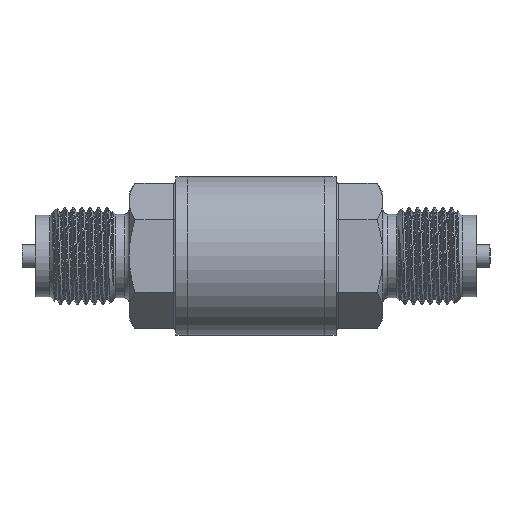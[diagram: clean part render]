
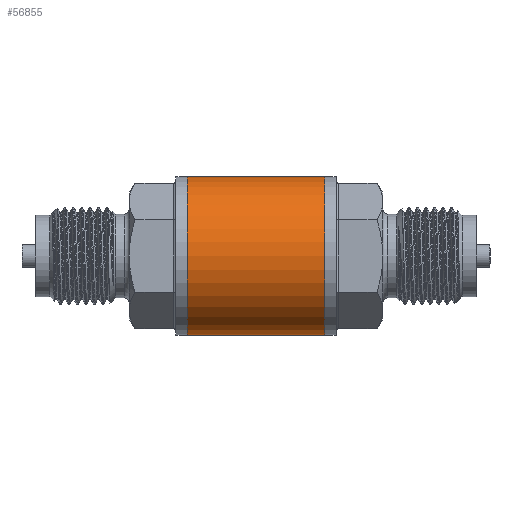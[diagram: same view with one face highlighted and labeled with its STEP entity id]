
A CAD part, front view. The second image highlights one B-rep face of the part: STEP entity #56855.
In plain terms, the highlighted cylindrical face has radius 17 mm (diameter 34 mm), a full revolution.
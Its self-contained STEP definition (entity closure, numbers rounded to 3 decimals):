
#227=FACE_BOUND('',#12038,.T.);
#8417=FACE_OUTER_BOUND('',#12037,.T.);
#12037=EDGE_LOOP('',(#39791,#39792,#39793,#39794));
#12038=EDGE_LOOP('',(#39795,#39796));
#15717=CIRCLE('',#60382,17.);
#15718=CIRCLE('',#60383,17.);
#16981=B_SPLINE_CURVE_WITH_KNOTS('',3,(#104201,#104202,#104203,#104204,
#104205,#104206,#104207,#104208,#104209,#104210,#104211,#104212,#104213,
#104214,#104215,#104216,#104217,#104218,#104219,#104220),.UNSPECIFIED.,
 .F.,.F.,(4,2,2,2,2,2,2,2,2,4),(-5.022,-4.957,-4.66,
-4.362,-4.065,-3.767,-3.47,
-2.9,-2.615,-2.33),.UNSPECIFIED.);
#16982=B_SPLINE_CURVE_WITH_KNOTS('',3,(#104221,#104222,#104223,#104224,
#104225,#104226,#104227,#104228,#104229,#104230,#104231,#104232,#104233,
#104234,#104235,#104236,#104237,#104238,#104239,#104240,#104241,#104242,
#104243,#104244,#104245,#104246,#104247,#104248,#104249,#104250,#104251,
#104252,#104253,#104254,#104255,#104256,#104257,#104258,#104259,#104260,
#104261,#104262,#104263),.UNSPECIFIED.,.F.,.F.,(4,2,2,2,2,2,2,3,2,2,2,2,
2,2,2,2,2,2,2,2,4),(-2.33,-2.045,-1.76,
-1.19,-0.893,-0.595,-0.298,
0.,0.298,0.595,0.893,1.19,
1.76,2.045,2.33,2.615,2.9,
3.47,3.767,4.065,4.297),
 .UNSPECIFIED.);
#18033=LINE('',#104279,#20542);
#20542=VECTOR('',#68816,17.);
#23381=VERTEX_POINT('',#104199);
#23382=VERTEX_POINT('',#104200);
#23385=VERTEX_POINT('',#104276);
#23386=VERTEX_POINT('',#104278);
#29670=EDGE_CURVE('',#23381,#23382,#16981,.T.);
#29671=EDGE_CURVE('',#23382,#23381,#16982,.T.);
#29676=EDGE_CURVE('',#23385,#23385,#15717,.T.);
#29677=EDGE_CURVE('',#23385,#23386,#18033,.T.);
#29678=EDGE_CURVE('',#23386,#23386,#15718,.T.);
#39791=ORIENTED_EDGE('',*,*,#29676,.F.);
#39792=ORIENTED_EDGE('',*,*,#29677,.T.);
#39793=ORIENTED_EDGE('',*,*,#29678,.F.);
#39794=ORIENTED_EDGE('',*,*,#29677,.F.);
#39795=ORIENTED_EDGE('',*,*,#29670,.T.);
#39796=ORIENTED_EDGE('',*,*,#29671,.T.);
#55879=CYLINDRICAL_SURFACE('',#60381,17.);
#56855=ADVANCED_FACE('',(#8417,#227),#55879,.T.);
#60381=AXIS2_PLACEMENT_3D('',#104275,#68812,#68813);
#60382=AXIS2_PLACEMENT_3D('',#104277,#68814,#68815);
#60383=AXIS2_PLACEMENT_3D('',#104280,#68817,#68818);
#68812=DIRECTION('center_axis',(1.,0.,0.));
#68813=DIRECTION('ref_axis',(0.,0.,-1.));
#68814=DIRECTION('center_axis',(1.,0.,0.));
#68815=DIRECTION('ref_axis',(0.,0.,-1.));
#68816=DIRECTION('',(-1.,0.,0.));
#68817=DIRECTION('center_axis',(-1.,0.,0.));
#68818=DIRECTION('ref_axis',(0.,0.,-1.));
#104199=CARTESIAN_POINT('',(3.5,9.909,13.813));
#104200=CARTESIAN_POINT('',(-14.25,17.,0.));
#104201=CARTESIAN_POINT('Ctrl Pts',(3.5,9.909,13.813));
#104202=CARTESIAN_POINT('Ctrl Pts',(3.3,9.838,13.864));
#104203=CARTESIAN_POINT('Ctrl Pts',(3.099,9.772,13.911));
#104204=CARTESIAN_POINT('Ctrl Pts',(1.961,9.433,14.147));
#104205=CARTESIAN_POINT('Ctrl Pts',(0.992,9.27,
14.25));
#104206=CARTESIAN_POINT('Ctrl Pts',(-0.992,9.27,
14.25));
#104207=CARTESIAN_POINT('Ctrl Pts',(-1.961,9.433,
14.147));
#104208=CARTESIAN_POINT('Ctrl Pts',(-3.829,9.99,
13.759));
#104209=CARTESIAN_POINT('Ctrl Pts',(-4.729,10.381,
13.475));
#104210=CARTESIAN_POINT('Ctrl Pts',(-6.439,11.264,
12.746));
#104211=CARTESIAN_POINT('Ctrl Pts',(-7.251,11.755,12.301));
#104212=CARTESIAN_POINT('Ctrl Pts',(-8.759,12.741,
11.277));
#104213=CARTESIAN_POINT('Ctrl Pts',(-9.454,13.234,
10.698));
#104214=CARTESIAN_POINT('Ctrl Pts',(-11.268,14.569,
8.885));
#104215=CARTESIAN_POINT('Ctrl Pts',(-12.355,15.44,7.35));
#104216=CARTESIAN_POINT('Ctrl Pts',(-13.475,16.354,
4.732));
#104217=CARTESIAN_POINT('Ctrl Pts',(-13.766,16.596,3.807));
#104218=CARTESIAN_POINT('Ctrl Pts',(-14.154,16.919,1.916));
#104219=CARTESIAN_POINT('Ctrl Pts',(-14.25,17.,0.95));
#104220=CARTESIAN_POINT('Ctrl Pts',(-14.25,17.,0.));
#104221=CARTESIAN_POINT('Ctrl Pts',(-14.25,17.,0.));
#104222=CARTESIAN_POINT('Ctrl Pts',(-14.25,17.,-0.95));
#104223=CARTESIAN_POINT('Ctrl Pts',(-14.154,16.919,-1.916));
#104224=CARTESIAN_POINT('Ctrl Pts',(-13.766,16.596,-3.807));
#104225=CARTESIAN_POINT('Ctrl Pts',(-13.475,16.354,
-4.732));
#104226=CARTESIAN_POINT('Ctrl Pts',(-12.355,15.44,-7.35));
#104227=CARTESIAN_POINT('Ctrl Pts',(-11.268,14.569,
-8.885));
#104228=CARTESIAN_POINT('Ctrl Pts',(-9.454,13.234,
-10.698));
#104229=CARTESIAN_POINT('Ctrl Pts',(-8.759,12.741,
-11.277));
#104230=CARTESIAN_POINT('Ctrl Pts',(-7.251,11.755,-12.301));
#104231=CARTESIAN_POINT('Ctrl Pts',(-6.439,11.264,
-12.746));
#104232=CARTESIAN_POINT('Ctrl Pts',(-4.729,10.381,
-13.475));
#104233=CARTESIAN_POINT('Ctrl Pts',(-3.829,9.99,
-13.759));
#104234=CARTESIAN_POINT('Ctrl Pts',(-1.961,9.433,
-14.147));
#104235=CARTESIAN_POINT('Ctrl Pts',(-0.992,9.27,
-14.25));
#104236=CARTESIAN_POINT('Ctrl Pts',(0.,9.27,-14.25));
#104237=CARTESIAN_POINT('Ctrl Pts',(0.992,9.27,
-14.25));
#104238=CARTESIAN_POINT('Ctrl Pts',(1.961,9.433,-14.147));
#104239=CARTESIAN_POINT('Ctrl Pts',(3.829,9.99,-13.759));
#104240=CARTESIAN_POINT('Ctrl Pts',(4.729,10.381,-13.475));
#104241=CARTESIAN_POINT('Ctrl Pts',(6.439,11.264,-12.746));
#104242=CARTESIAN_POINT('Ctrl Pts',(7.251,11.755,-12.301));
#104243=CARTESIAN_POINT('Ctrl Pts',(8.759,12.741,-11.277));
#104244=CARTESIAN_POINT('Ctrl Pts',(9.454,13.234,-10.698));
#104245=CARTESIAN_POINT('Ctrl Pts',(11.268,14.569,-8.885));
#104246=CARTESIAN_POINT('Ctrl Pts',(12.355,15.44,-7.35));
#104247=CARTESIAN_POINT('Ctrl Pts',(13.475,16.354,-4.732));
#104248=CARTESIAN_POINT('Ctrl Pts',(13.766,16.596,-3.807));
#104249=CARTESIAN_POINT('Ctrl Pts',(14.154,16.919,-1.916));
#104250=CARTESIAN_POINT('Ctrl Pts',(14.25,17.,-0.95));
#104251=CARTESIAN_POINT('Ctrl Pts',(14.25,17.,0.95));
#104252=CARTESIAN_POINT('Ctrl Pts',(14.154,16.919,1.916));
#104253=CARTESIAN_POINT('Ctrl Pts',(13.766,16.596,3.807));
#104254=CARTESIAN_POINT('Ctrl Pts',(13.475,16.354,4.732));
#104255=CARTESIAN_POINT('Ctrl Pts',(12.355,15.44,7.35));
#104256=CARTESIAN_POINT('Ctrl Pts',(11.268,14.569,8.885));
#104257=CARTESIAN_POINT('Ctrl Pts',(9.454,13.234,10.698));
#104258=CARTESIAN_POINT('Ctrl Pts',(8.759,12.741,11.277));
#104259=CARTESIAN_POINT('Ctrl Pts',(7.251,11.755,12.301));
#104260=CARTESIAN_POINT('Ctrl Pts',(6.439,11.264,12.746));
#104261=CARTESIAN_POINT('Ctrl Pts',(4.915,10.477,13.395));
#104262=CARTESIAN_POINT('Ctrl Pts',(4.219,10.163,13.631));
#104263=CARTESIAN_POINT('Ctrl Pts',(3.5,9.909,13.813));
#104275=CARTESIAN_POINT('Origin',(0.,0.,0.));
#104276=CARTESIAN_POINT('',(14.7,0.,17.));
#104277=CARTESIAN_POINT('Origin',(14.7,0.,0.));
#104278=CARTESIAN_POINT('',(-14.7,0.,17.));
#104279=CARTESIAN_POINT('',(0.,0.,17.));
#104280=CARTESIAN_POINT('Origin',(-14.7,0.,0.));
